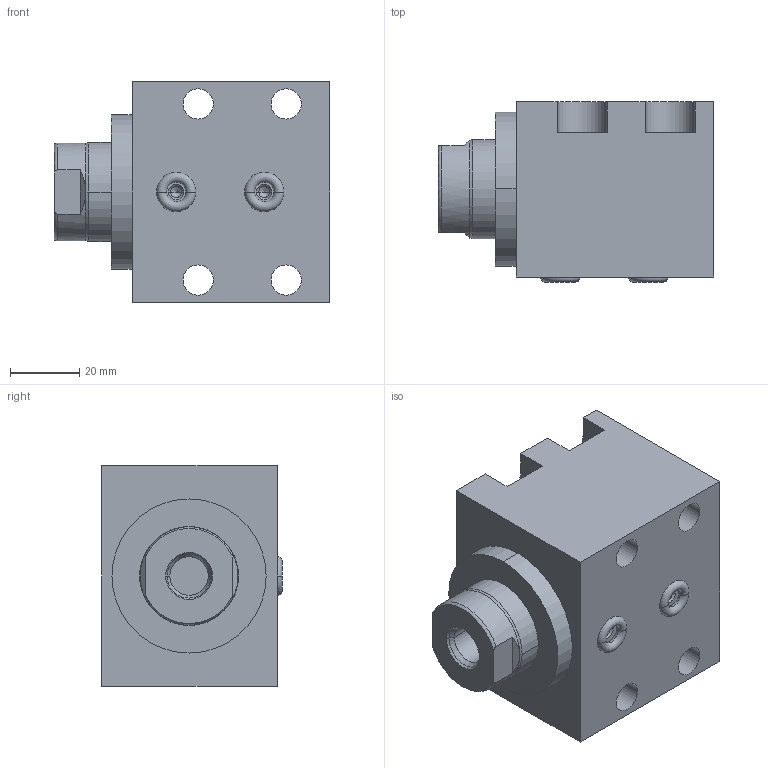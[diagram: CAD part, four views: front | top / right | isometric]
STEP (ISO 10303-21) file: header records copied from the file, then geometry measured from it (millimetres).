
FILE_DESCRIPTION((''),'2;1');
FILE_NAME('ILCM42111005','2016-04-15T',('maj'),(''),'PRO/ENGINEER BY PARAMETRIC TECHNOLOGY CORPORATION, 2013320','PRO/ENGINEER BY PARAMETRIC TECHNOLOGY CORPORATION, 2013320','');
FILE_SCHEMA(('AUTOMOTIVE_DESIGN { 1 0 10303 214 1 1 1 1 }'));
Length unit declared in the file: inch
Products named in the file (1): ILCM42111005
Bounding box: 79.5 x 51.99 x 63.5 mm (x, y, z)
Volume: 183768.2 mm3; surface area: 28835.4 mm2
Topology: 1 solids, 2 shells, 86 faces, 208 edges, 130 vertices
Faces by surface type: cylinder 34, plane 30, cone 12, torus 10
Entity records: 3496 total; most frequent: CARTESIAN_POINT 472, DIRECTION 464, ORIENTED_EDGE 404, PRESENTATION_STYLE_ASSIGNMENT 226, STYLED_ITEM 206, CURVE_STYLE 204, EDGE_CURVE 204, AXIS2_PLACEMENT_3D 181
